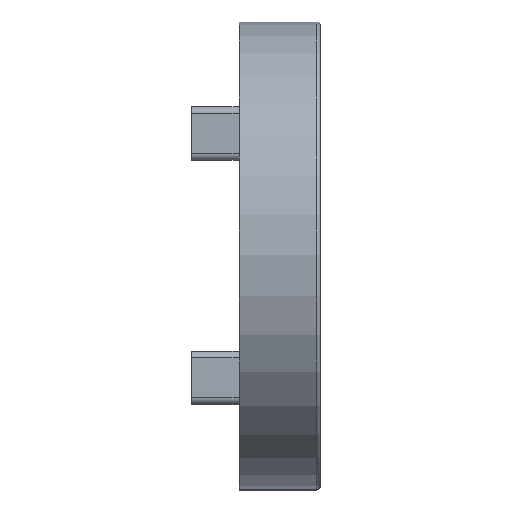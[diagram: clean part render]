
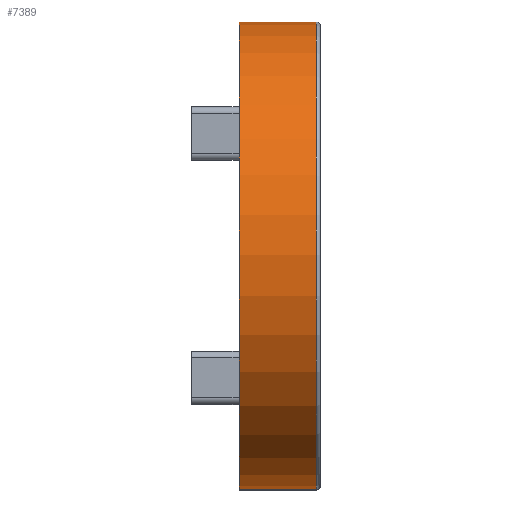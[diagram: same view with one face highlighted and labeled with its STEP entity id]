
A CAD part, top view. The second image highlights one B-rep face of the part: STEP entity #7389.
In plain terms, the highlighted cylindrical face has radius 17.25 mm (diameter 34.5 mm), a partial arc.
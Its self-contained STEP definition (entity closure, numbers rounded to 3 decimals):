
#7 = AXIS2_PLACEMENT_3D ( 'NONE', #11032, #1405, #15868 ) ;
#1236 = AXIS2_PLACEMENT_3D ( 'NONE', #2655, #15435, #9120 ) ;
#1405 = DIRECTION ( 'NONE',  ( -1., 0., 0. ) ) ;
#1736 = CYLINDRICAL_SURFACE ( 'NONE', #7, 17.25 ) ;
#2655 = CARTESIAN_POINT ( 'NONE',  ( 5.7, 0., 20.25 ) ) ;
#4123 = DIRECTION ( 'NONE',  ( 1., 0., 0. ) ) ;
#4151 = VERTEX_POINT ( 'NONE', #17926 ) ;
#5016 = CARTESIAN_POINT ( 'NONE',  ( 0., -17.25, 20.25 ) ) ;
#5026 = CARTESIAN_POINT ( 'NONE',  ( 6., 17.25, 20.25 ) ) ;
#5194 = ORIENTED_EDGE ( 'NONE', *, *, #6626, .T. ) ;
#5857 = DIRECTION ( 'NONE',  ( -1., 0., 0. ) ) ;
#6038 = FACE_OUTER_BOUND ( 'NONE', #20053, .T. ) ;
#6406 = CARTESIAN_POINT ( 'NONE',  ( 0., 17.25, 20.25 ) ) ;
#6558 = VECTOR ( 'NONE', #5857, 1000. ) ;
#6626 = EDGE_CURVE ( 'NONE', #13788, #19280, #14096, .T. ) ;
#6630 = VECTOR ( 'NONE', #8398, 1000. ) ;
#7389 = ADVANCED_FACE ( 'NONE', ( #6038 ), #1736, .T. ) ;
#7740 = EDGE_CURVE ( 'NONE', #11141, #4151, #20815, .T. ) ;
#8398 = DIRECTION ( 'NONE',  ( -1., 0., 0. ) ) ;
#8583 = ORIENTED_EDGE ( 'NONE', *, *, #7740, .T. ) ;
#8712 = ORIENTED_EDGE ( 'NONE', *, *, #20497, .F. ) ;
#9120 = DIRECTION ( 'NONE',  ( 0., 0., -1. ) ) ;
#9239 = CARTESIAN_POINT ( 'NONE',  ( 0., 0., 20.25 ) ) ;
#11032 = CARTESIAN_POINT ( 'NONE',  ( 6., 0., 20.25 ) ) ;
#11141 = VERTEX_POINT ( 'NONE', #11218 ) ;
#11218 = CARTESIAN_POINT ( 'NONE',  ( 5.7, -17.25, 20.25 ) ) ;
#12270 = AXIS2_PLACEMENT_3D ( 'NONE', #9239, #4123, #20243 ) ;
#12365 = LINE ( 'NONE', #18727, #6558 ) ;
#13788 = VERTEX_POINT ( 'NONE', #6406 ) ;
#14096 = CIRCLE ( 'NONE', #12270, 17.25 ) ;
#14754 = ORIENTED_EDGE ( 'NONE', *, *, #15136, .T. ) ;
#15136 = EDGE_CURVE ( 'NONE', #4151, #13788, #17172, .T. ) ;
#15435 = DIRECTION ( 'NONE',  ( -1., 0., 0. ) ) ;
#15868 = DIRECTION ( 'NONE',  ( 0., 0., 1. ) ) ;
#17172 = LINE ( 'NONE', #5026, #6630 ) ;
#17926 = CARTESIAN_POINT ( 'NONE',  ( 5.7, 17.25, 20.25 ) ) ;
#18727 = CARTESIAN_POINT ( 'NONE',  ( 6., -17.25, 20.25 ) ) ;
#19280 = VERTEX_POINT ( 'NONE', #5016 ) ;
#20053 = EDGE_LOOP ( 'NONE', ( #8712, #8583, #14754, #5194 ) ) ;
#20243 = DIRECTION ( 'NONE',  ( 0., 0., -1. ) ) ;
#20497 = EDGE_CURVE ( 'NONE', #11141, #19280, #12365, .T. ) ;
#20815 = CIRCLE ( 'NONE', #1236, 17.25 ) ;
